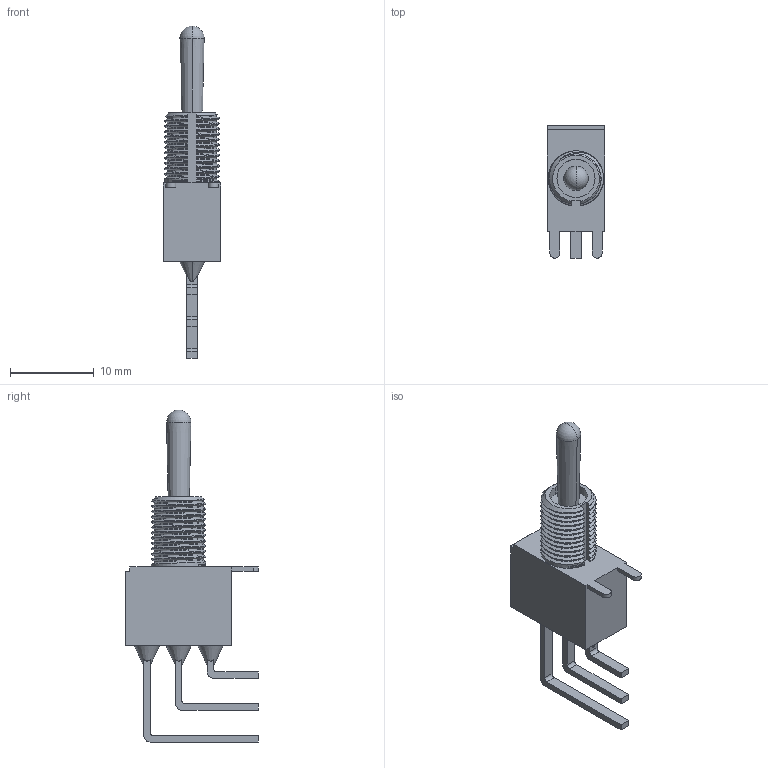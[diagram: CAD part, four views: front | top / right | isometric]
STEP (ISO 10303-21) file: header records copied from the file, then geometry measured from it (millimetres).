
FILE_DESCRIPTION(('FreeCAD Model'),'2;1');
FILE_NAME('Open CASCADE Shape Model','2023-01-26T13:21:15',( 'kicad StepUp'),('ksu MCAD'),'Open CASCADE STEP processor 7.6', 'FreeCAD','Unknown');
FILE_SCHEMA(('AP242_MANAGED_MODEL_BASED_3D_ENGINEERING_MIM_LF. {1 0 10303 442 1 1 4 }'));
Length unit declared in the file: millimetre
Products named in the file (1): Fusion_sp
Bounding box: 6.86 x 15.88 x 39.75 mm (x, y, z)
Surface area: 1129.1 mm2 (no closed solid volume)
Topology: 0 solids, 128 shells, 128 faces, 704 edges, 702 vertices
Faces by surface type: bspline 54, plane 40, cylinder 23, cone 9, sphere 2
Entity records: 18555 total; most frequent: CARTESIAN_POINT 12669, ORIENTED_EDGE 702, EDGE_CURVE 702, VERTEX_POINT 702, DIRECTION 640, LINE 338, VECTOR 338, B_SPLINE_CURVE_WITH_KNOTS 288
